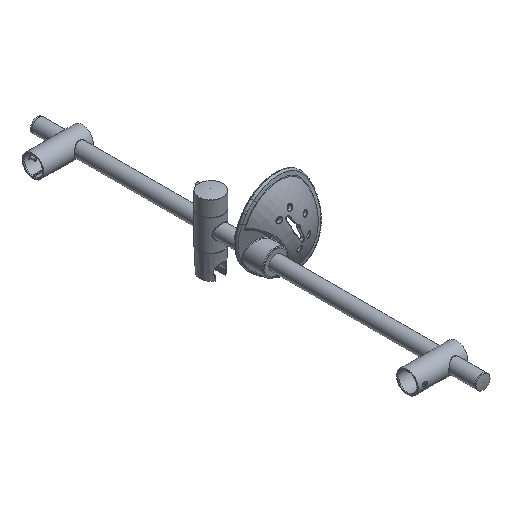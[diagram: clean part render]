
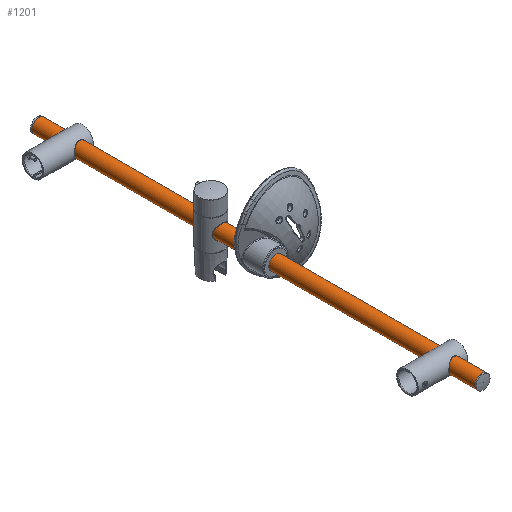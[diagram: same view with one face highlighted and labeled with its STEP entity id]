
A CAD part, isometric view. The second image highlights one B-rep face of the part: STEP entity #1201.
In plain terms, the highlighted cylindrical face has radius 11 mm (diameter 22 mm), a full revolution.
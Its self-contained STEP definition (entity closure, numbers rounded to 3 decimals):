
#1201 = ADVANCED_FACE ( 'NONE', ( #7678, #20692 ), #1569, .T. ) ;
#1569 = CYLINDRICAL_SURFACE ( 'NONE', #13599, 11. ) ;
#1841 = CIRCLE ( 'NONE', #12133, 11. ) ;
#2687 = CARTESIAN_POINT ( 'NONE',  ( 0., 349.6, 0. ) ) ;
#5010 = CARTESIAN_POINT ( 'NONE',  ( 0., 352.5, 0. ) ) ;
#6110 = EDGE_CURVE ( 'NONE', #14899, #14899, #15067, .T. ) ;
#7678 = FACE_OUTER_BOUND ( 'NONE', #13403, .T. ) ;
#8050 = AXIS2_PLACEMENT_3D ( 'NONE', #2687, #11545, #13384 ) ;
#9602 = VERTEX_POINT ( 'NONE', #16640 ) ;
#11545 = DIRECTION ( 'NONE',  ( 0., 1., 0. ) ) ;
#11861 = ORIENTED_EDGE ( 'NONE', *, *, #15119, .T. ) ;
#12133 = AXIS2_PLACEMENT_3D ( 'NONE', #22622, #12243, #19274 ) ;
#12243 = DIRECTION ( 'NONE',  ( 0., 1., 0. ) ) ;
#13384 = DIRECTION ( 'NONE',  ( 1., 0., 0. ) ) ;
#13403 = EDGE_LOOP ( 'NONE', ( #21015 ) ) ;
#13599 = AXIS2_PLACEMENT_3D ( 'NONE', #5010, #20574, #15394 ) ;
#14899 = VERTEX_POINT ( 'NONE', #17056 ) ;
#15067 = CIRCLE ( 'NONE', #8050, 11. ) ;
#15119 = EDGE_CURVE ( 'NONE', #9602, #9602, #1841, .T. ) ;
#15394 = DIRECTION ( 'NONE',  ( 1., 0., 0. ) ) ;
#16640 = CARTESIAN_POINT ( 'NONE',  ( 11., -349.6, 0. ) ) ;
#17056 = CARTESIAN_POINT ( 'NONE',  ( 11., 349.6, 0. ) ) ;
#19274 = DIRECTION ( 'NONE',  ( 1., 0., 0. ) ) ;
#19686 = EDGE_LOOP ( 'NONE', ( #11861 ) ) ;
#20574 = DIRECTION ( 'NONE',  ( 0., 1., 0. ) ) ;
#20692 = FACE_OUTER_BOUND ( 'NONE', #19686, .T. ) ;
#21015 = ORIENTED_EDGE ( 'NONE', *, *, #6110, .F. ) ;
#22622 = CARTESIAN_POINT ( 'NONE',  ( 0., -349.6, 0. ) ) ;
